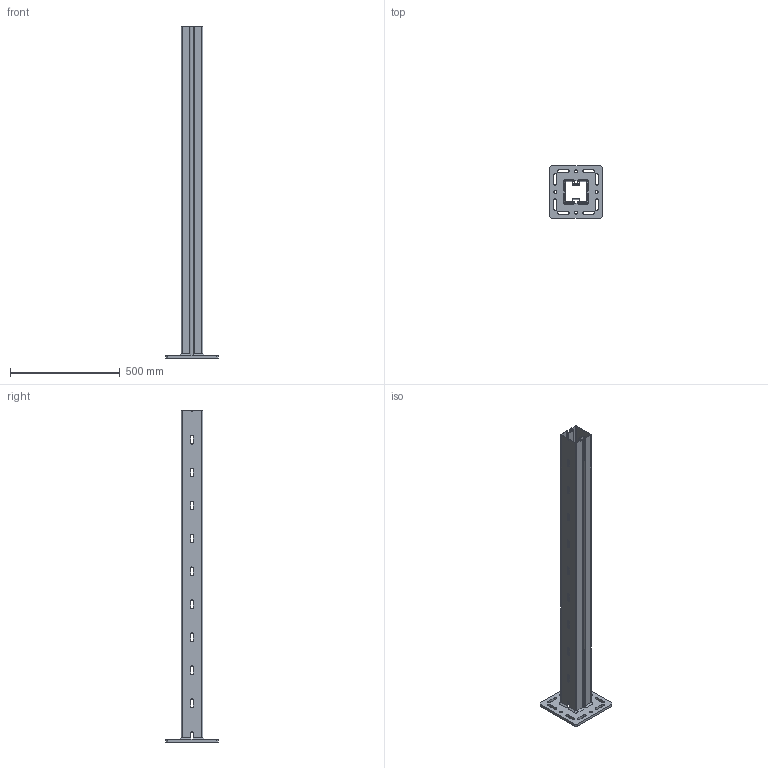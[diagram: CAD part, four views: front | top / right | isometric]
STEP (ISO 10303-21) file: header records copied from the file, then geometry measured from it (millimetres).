
FILE_DESCRIPTION((''),'2;1');
FILE_NAME('135621.stp','2010-07-22T14:36:25',('DMK009'),(''),'Autodesk Inventor 2010','Autodesk Inventor 2010','');
FILE_SCHEMA(('AUTOMOTIVE_DESIGN { 1 0 10303 214 1 1 1 1 }'));
Length unit declared in the file: millimetre
Products named in the file (1): 135621
Bounding box: 240 x 240 x 1512 mm (x, y, z)
Volume: 2350968.5 mm3; surface area: 1596091.1 mm2
Topology: 1 solids, 1 shells, 229 faces, 684 edges, 448 vertices
Faces by surface type: plane 127, cylinder 98, cone 4
Full cylindrical faces by diameter (mm): 13.5 x4
Entity records: 8046 total; most frequent: ORIENTED_EDGE 1360, CARTESIAN_POINT 1358, DIRECTION 1340, EDGE_CURVE 680, VECTOR 480, LINE 480, VERTEX_POINT 448, AXIS2_PLACEMENT_3D 430
